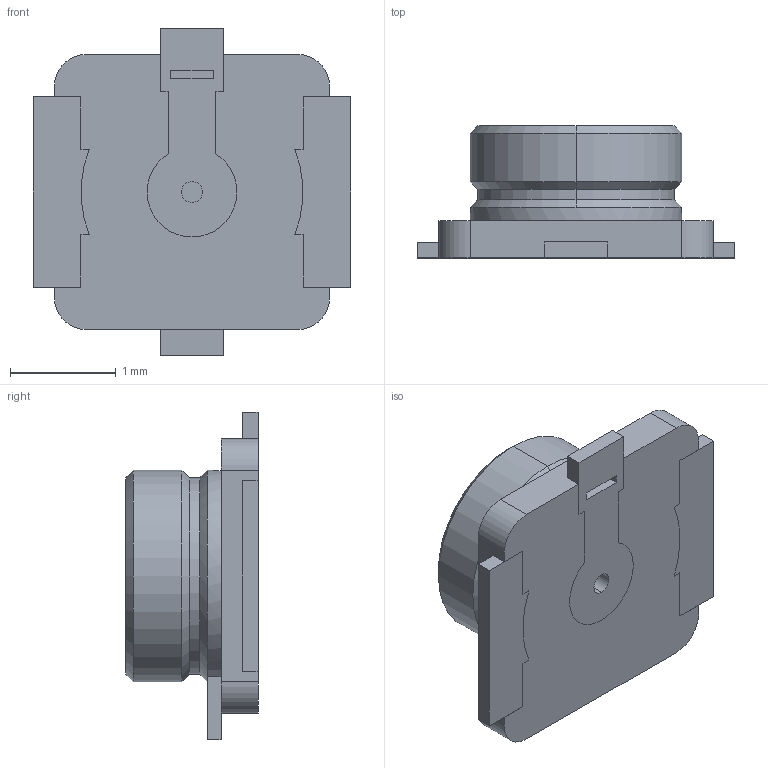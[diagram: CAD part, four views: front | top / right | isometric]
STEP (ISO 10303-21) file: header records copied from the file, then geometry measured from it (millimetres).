
FILE_DESCRIPTION (( 'STEP AP214' ), '1' );
FILE_NAME ('U.FL-R-SMT-1(60).STEP', '2021-11-22T09:31:46', ( '' ), ( '' ), 'SwSTEP 2.0', 'SolidWorks 2018', '' );
FILE_SCHEMA (( 'AUTOMOTIVE_DESIGN' ));
Length unit declared in the file: millimetre
Products named in the file (1): U.FL-R-SMT-1(60)
Bounding box: 3 x 1.25 x 3.1 mm (x, y, z)
Volume: 3.4 mm3; surface area: 43.7 mm2
Topology: 7 solids, 7 shells, 119 faces, 309 edges, 201 vertices
Faces by surface type: plane 76, cylinder 35, cone 6, sphere 2
Entity records: 4956 total; most frequent: DIRECTION 624, CARTESIAN_POINT 624, ORIENTED_EDGE 610, EDGE_CURVE 305, LINE 226, VECTOR 226, AXIS2_PLACEMENT_3D 199, VERTEX_POINT 199
